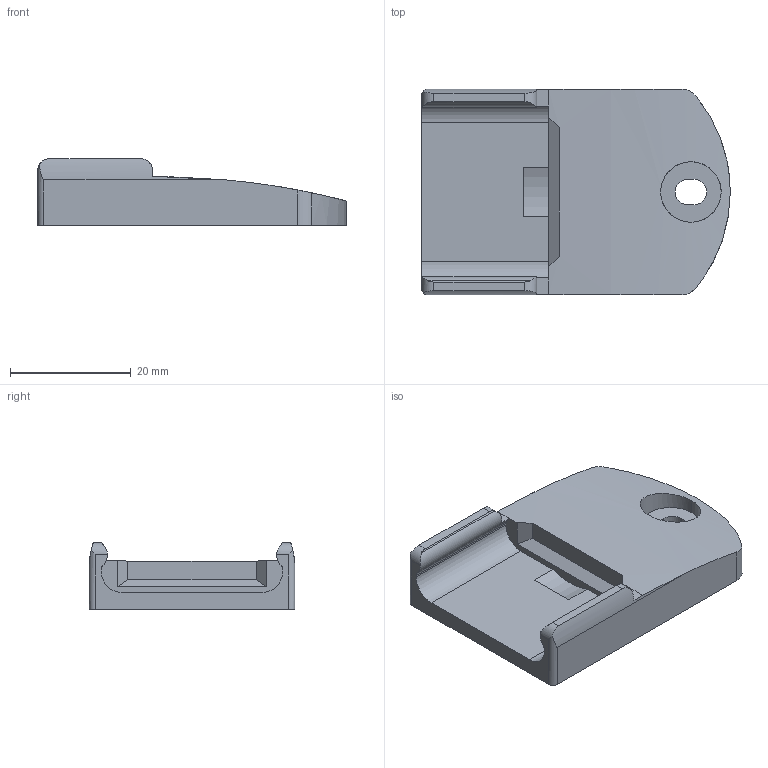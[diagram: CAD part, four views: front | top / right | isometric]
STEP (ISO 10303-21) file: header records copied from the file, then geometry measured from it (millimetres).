
FILE_DESCRIPTION (( 'STEP AP214' ), '1' );
FILE_NAME ('SZ-310ASB.step', '2019-03-26T15:52:57', ( '' ), ( '' ), 'SwSTEP 2.0', 'SolidWorks 2018', '' );
FILE_SCHEMA (( 'AUTOMOTIVE_DESIGN' ));
Length unit declared in the file: inch
Products named in the file (1): SZ-310ASB
Bounding box: 51 x 34 x 11 mm (x, y, z)
Volume: 8785 mm3; surface area: 4941.4 mm2
Topology: 1 solids, 1 shells, 50 faces, 137 edges, 90 vertices
Faces by surface type: cylinder 28, plane 22
Entity records: 1849 total; most frequent: CARTESIAN_POINT 554, ORIENTED_EDGE 274, DIRECTION 247, EDGE_CURVE 137, VERTEX_POINT 90, AXIS2_PLACEMENT_3D 85, LINE 77, VECTOR 77
